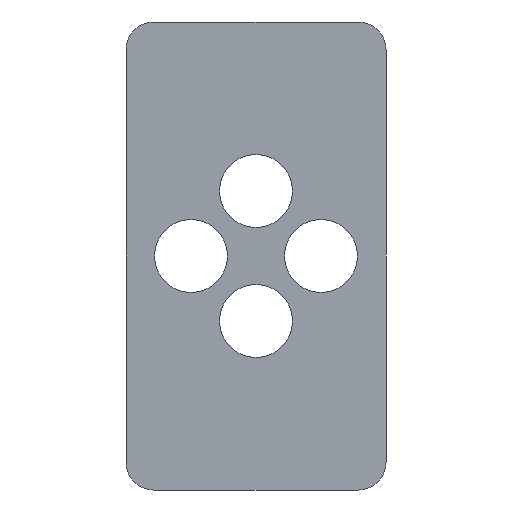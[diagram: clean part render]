
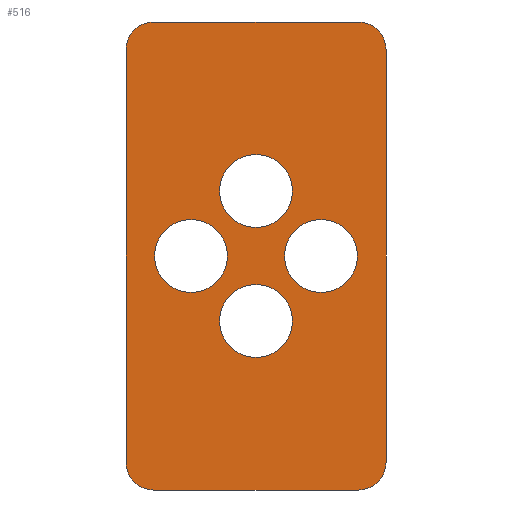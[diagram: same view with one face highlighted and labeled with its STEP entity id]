
A CAD part, front view. The second image highlights one B-rep face of the part: STEP entity #516.
In plain terms, the highlighted planar face has unit normal (0, -1, 0).
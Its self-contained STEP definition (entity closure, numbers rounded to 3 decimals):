
#31=FACE_BOUND('',#76,.T.);
#32=FACE_BOUND('',#77,.T.);
#33=FACE_BOUND('',#78,.T.);
#34=FACE_BOUND('',#79,.T.);
#44=FACE_OUTER_BOUND('',#75,.T.);
#75=EDGE_LOOP('',(#355,#356,#357,#358,#359,#360,#361,#362));
#76=EDGE_LOOP('',(#363));
#77=EDGE_LOOP('',(#364));
#78=EDGE_LOOP('',(#365));
#79=EDGE_LOOP('',(#366));
#119=LINE('',#799,#160);
#120=LINE('',#803,#161);
#121=LINE('',#807,#162);
#122=LINE('',#810,#163);
#160=VECTOR('',#630,10.);
#161=VECTOR('',#633,10.);
#162=VECTOR('',#636,10.);
#163=VECTOR('',#639,10.);
#201=CIRCLE('',#562,3.18);
#202=CIRCLE('',#563,3.18);
#203=CIRCLE('',#564,3.18);
#204=CIRCLE('',#565,3.18);
#205=CIRCLE('',#566,4.2);
#206=CIRCLE('',#567,4.2);
#207=CIRCLE('',#568,4.2);
#208=CIRCLE('',#569,4.2);
#233=VERTEX_POINT('',#795);
#234=VERTEX_POINT('',#796);
#235=VERTEX_POINT('',#798);
#236=VERTEX_POINT('',#800);
#237=VERTEX_POINT('',#802);
#238=VERTEX_POINT('',#804);
#239=VERTEX_POINT('',#806);
#240=VERTEX_POINT('',#808);
#241=VERTEX_POINT('',#811);
#242=VERTEX_POINT('',#813);
#243=VERTEX_POINT('',#815);
#244=VERTEX_POINT('',#817);
#282=EDGE_CURVE('',#233,#234,#201,.T.);
#283=EDGE_CURVE('',#234,#235,#119,.T.);
#284=EDGE_CURVE('',#235,#236,#202,.T.);
#285=EDGE_CURVE('',#236,#237,#120,.T.);
#286=EDGE_CURVE('',#237,#238,#203,.T.);
#287=EDGE_CURVE('',#238,#239,#121,.T.);
#288=EDGE_CURVE('',#239,#240,#204,.T.);
#289=EDGE_CURVE('',#240,#233,#122,.T.);
#290=EDGE_CURVE('',#241,#241,#205,.T.);
#291=EDGE_CURVE('',#242,#242,#206,.T.);
#292=EDGE_CURVE('',#243,#243,#207,.T.);
#293=EDGE_CURVE('',#244,#244,#208,.T.);
#355=ORIENTED_EDGE('',*,*,#282,.T.);
#356=ORIENTED_EDGE('',*,*,#283,.T.);
#357=ORIENTED_EDGE('',*,*,#284,.T.);
#358=ORIENTED_EDGE('',*,*,#285,.T.);
#359=ORIENTED_EDGE('',*,*,#286,.T.);
#360=ORIENTED_EDGE('',*,*,#287,.T.);
#361=ORIENTED_EDGE('',*,*,#288,.T.);
#362=ORIENTED_EDGE('',*,*,#289,.T.);
#363=ORIENTED_EDGE('',*,*,#290,.T.);
#364=ORIENTED_EDGE('',*,*,#291,.T.);
#365=ORIENTED_EDGE('',*,*,#292,.T.);
#366=ORIENTED_EDGE('',*,*,#293,.T.);
#501=PLANE('',#561);
#516=ADVANCED_FACE('',(#44,#31,#32,#33,#34),#501,.T.);
#561=AXIS2_PLACEMENT_3D('',#794,#626,#627);
#562=AXIS2_PLACEMENT_3D('',#797,#628,#629);
#563=AXIS2_PLACEMENT_3D('',#801,#631,#632);
#564=AXIS2_PLACEMENT_3D('',#805,#634,#635);
#565=AXIS2_PLACEMENT_3D('',#809,#637,#638);
#566=AXIS2_PLACEMENT_3D('',#812,#640,#641);
#567=AXIS2_PLACEMENT_3D('',#814,#642,#643);
#568=AXIS2_PLACEMENT_3D('',#816,#644,#645);
#569=AXIS2_PLACEMENT_3D('',#818,#646,#647);
#626=DIRECTION('center_axis',(0.,-1.,0.));
#627=DIRECTION('ref_axis',(1.,0.,0.));
#628=DIRECTION('center_axis',(0.,-1.,0.));
#629=DIRECTION('ref_axis',(-1.,0.,0.));
#630=DIRECTION('',(1.,0.,0.));
#631=DIRECTION('center_axis',(0.,-1.,0.));
#632=DIRECTION('ref_axis',(0.,0.,-1.));
#633=DIRECTION('',(0.,0.,1.));
#634=DIRECTION('center_axis',(0.,-1.,0.));
#635=DIRECTION('ref_axis',(1.,0.,0.));
#636=DIRECTION('',(-1.,0.,0.));
#637=DIRECTION('center_axis',(0.,-1.,0.));
#638=DIRECTION('ref_axis',(0.,0.,1.));
#639=DIRECTION('',(0.,0.,-1.));
#640=DIRECTION('center_axis',(0.,1.,0.));
#641=DIRECTION('ref_axis',(1.,0.,0.));
#642=DIRECTION('center_axis',(0.,1.,0.));
#643=DIRECTION('ref_axis',(1.,0.,0.));
#644=DIRECTION('center_axis',(0.,1.,0.));
#645=DIRECTION('ref_axis',(1.,0.,0.));
#646=DIRECTION('center_axis',(0.,1.,0.));
#647=DIRECTION('ref_axis',(1.,0.,0.));
#794=CARTESIAN_POINT('Origin',(-25.,0.,43.));
#795=CARTESIAN_POINT('',(-40.,0.,19.18));
#796=CARTESIAN_POINT('',(-36.82,0.,16.));
#797=CARTESIAN_POINT('Origin',(-36.82,0.,19.18));
#798=CARTESIAN_POINT('',(-13.18,0.,16.));
#799=CARTESIAN_POINT('',(-36.82,0.,16.));
#800=CARTESIAN_POINT('',(-10.,0.,19.18));
#801=CARTESIAN_POINT('Origin',(-13.18,0.,19.18));
#802=CARTESIAN_POINT('',(-10.,0.,66.82));
#803=CARTESIAN_POINT('',(-10.,0.,19.18));
#804=CARTESIAN_POINT('',(-13.18,0.,70.));
#805=CARTESIAN_POINT('Origin',(-13.18,0.,66.82));
#806=CARTESIAN_POINT('',(-36.82,0.,70.));
#807=CARTESIAN_POINT('',(-13.18,0.,70.));
#808=CARTESIAN_POINT('',(-40.,0.,66.82));
#809=CARTESIAN_POINT('Origin',(-36.82,0.,66.82));
#810=CARTESIAN_POINT('',(-40.,0.,66.82));
#811=CARTESIAN_POINT('',(-36.7,0.,43.));
#812=CARTESIAN_POINT('Origin',(-32.5,0.,43.));
#813=CARTESIAN_POINT('',(-29.2,0.,35.5));
#814=CARTESIAN_POINT('Origin',(-25.,0.,35.5));
#815=CARTESIAN_POINT('',(-29.2,0.,50.5));
#816=CARTESIAN_POINT('Origin',(-25.,0.,50.5));
#817=CARTESIAN_POINT('',(-21.7,0.,43.));
#818=CARTESIAN_POINT('Origin',(-17.5,0.,43.));
